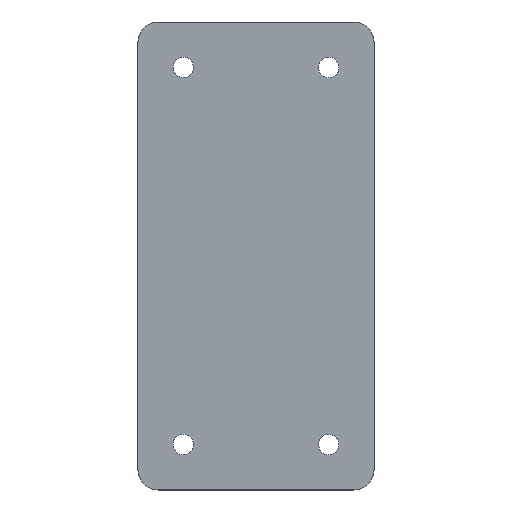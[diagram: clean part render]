
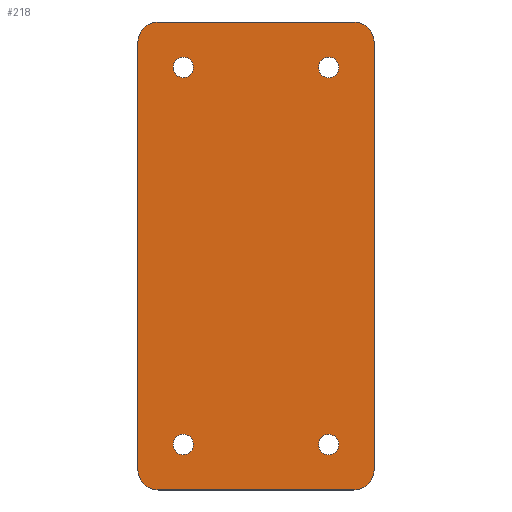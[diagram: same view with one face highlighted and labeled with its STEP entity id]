
A CAD part, top view. The second image highlights one B-rep face of the part: STEP entity #218.
In plain terms, the highlighted planar face has unit normal (0, 0, 1).
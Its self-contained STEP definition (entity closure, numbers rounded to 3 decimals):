
#48=AXIS2_PLACEMENT_3D('Circle Axis2P3D',#46,#47,$) ;
#74=AXIS2_PLACEMENT_3D('Circle Axis2P3D',#72,#73,$) ;
#92=AXIS2_PLACEMENT_3D('Plane Axis2P3D',#89,#90,#91) ;
#105=AXIS2_PLACEMENT_3D('Circle Axis2P3D',#103,#104,$) ;
#119=AXIS2_PLACEMENT_3D('Circle Axis2P3D',#117,#118,$) ;
#133=AXIS2_PLACEMENT_3D('Circle Axis2P3D',#131,#132,$) ;
#147=AXIS2_PLACEMENT_3D('Circle Axis2P3D',#145,#146,$) ;
#166=AXIS2_PLACEMENT_3D('Circle Axis2P3D',#164,#165,$) ;
#175=AXIS2_PLACEMENT_3D('Circle Axis2P3D',#173,#174,$) ;
#184=AXIS2_PLACEMENT_3D('Circle Axis2P3D',#182,#183,$) ;
#193=AXIS2_PLACEMENT_3D('Circle Axis2P3D',#191,#192,$) ;
#202=AXIS2_PLACEMENT_3D('Circle Axis2P3D',#200,#201,$) ;
#211=AXIS2_PLACEMENT_3D('Circle Axis2P3D',#209,#210,$) ;
#41=CARTESIAN_POINT('Vertex',(40.025,8.921,3.96)) ;
#46=CARTESIAN_POINT('Axis2P3D Location',(42.,10.,3.96)) ;
#50=CARTESIAN_POINT('Vertex',(43.974,11.079,3.96)) ;
#72=CARTESIAN_POINT('Axis2P3D Location',(42.,10.,3.96)) ;
#89=CARTESIAN_POINT('Axis2P3D Location',(0.,0.,3.96)) ;
#94=CARTESIAN_POINT('Line Origine',(52.,51.5,3.96)) ;
#98=CARTESIAN_POINT('Vertex',(52.,4.5,3.96)) ;
#100=CARTESIAN_POINT('Vertex',(52.,98.5,3.96)) ;
#103=CARTESIAN_POINT('Axis2P3D Location',(47.5,98.5,3.96)) ;
#107=CARTESIAN_POINT('Vertex',(47.5,103.,3.96)) ;
#110=CARTESIAN_POINT('Line Origine',(26.,103.,3.96)) ;
#114=CARTESIAN_POINT('Vertex',(4.5,103.,3.96)) ;
#117=CARTESIAN_POINT('Axis2P3D Location',(4.5,98.5,3.96)) ;
#121=CARTESIAN_POINT('Vertex',(0.,98.5,3.96)) ;
#124=CARTESIAN_POINT('Line Origine',(0.,51.5,3.96)) ;
#128=CARTESIAN_POINT('Vertex',(0.,4.5,3.96)) ;
#131=CARTESIAN_POINT('Axis2P3D Location',(4.5,4.5,3.96)) ;
#135=CARTESIAN_POINT('Vertex',(4.5,0.,3.96)) ;
#138=CARTESIAN_POINT('Line Origine',(26.,0.,3.96)) ;
#142=CARTESIAN_POINT('Vertex',(47.5,0.,3.96)) ;
#145=CARTESIAN_POINT('Axis2P3D Location',(47.5,4.5,3.96)) ;
#164=CARTESIAN_POINT('Axis2P3D Location',(10.,10.,3.96)) ;
#168=CARTESIAN_POINT('Vertex',(8.025,8.921,3.96)) ;
#170=CARTESIAN_POINT('Vertex',(11.974,11.079,3.96)) ;
#173=CARTESIAN_POINT('Axis2P3D Location',(10.,10.,3.96)) ;
#182=CARTESIAN_POINT('Axis2P3D Location',(42.,93.,3.96)) ;
#186=CARTESIAN_POINT('Vertex',(40.025,91.921,3.96)) ;
#188=CARTESIAN_POINT('Vertex',(43.974,94.079,3.96)) ;
#191=CARTESIAN_POINT('Axis2P3D Location',(42.,93.,3.96)) ;
#200=CARTESIAN_POINT('Axis2P3D Location',(10.,93.,3.96)) ;
#204=CARTESIAN_POINT('Vertex',(8.025,91.921,3.96)) ;
#206=CARTESIAN_POINT('Vertex',(11.974,94.079,3.96)) ;
#209=CARTESIAN_POINT('Axis2P3D Location',(10.,93.,3.96)) ;
#47=DIRECTION('Axis2P3D Direction',(0.,-0.,1.)) ;
#73=DIRECTION('Axis2P3D Direction',(0.,-0.,1.)) ;
#90=DIRECTION('Axis2P3D Direction',(0.,0.,1.)) ;
#91=DIRECTION('Axis2P3D XDirection',(1.,0.,0.)) ;
#95=DIRECTION('Vector Direction',(0.,1.,0.)) ;
#104=DIRECTION('Axis2P3D Direction',(0.,0.,1.)) ;
#111=DIRECTION('Vector Direction',(-1.,0.,0.)) ;
#118=DIRECTION('Axis2P3D Direction',(0.,0.,1.)) ;
#125=DIRECTION('Vector Direction',(0.,-1.,0.)) ;
#132=DIRECTION('Axis2P3D Direction',(0.,0.,1.)) ;
#139=DIRECTION('Vector Direction',(1.,0.,0.)) ;
#146=DIRECTION('Axis2P3D Direction',(0.,0.,1.)) ;
#165=DIRECTION('Axis2P3D Direction',(0.,0.,1.)) ;
#174=DIRECTION('Axis2P3D Direction',(0.,0.,1.)) ;
#183=DIRECTION('Axis2P3D Direction',(0.,0.,1.)) ;
#192=DIRECTION('Axis2P3D Direction',(0.,0.,1.)) ;
#201=DIRECTION('Axis2P3D Direction',(0.,0.,1.)) ;
#210=DIRECTION('Axis2P3D Direction',(0.,0.,1.)) ;
#96=VECTOR('Line Direction',#95,1.) ;
#112=VECTOR('Line Direction',#111,1.) ;
#126=VECTOR('Line Direction',#125,1.) ;
#140=VECTOR('Line Direction',#139,1.) ;
#151=ORIENTED_EDGE('',*,*,#102,.T.) ;
#152=ORIENTED_EDGE('',*,*,#109,.F.) ;
#153=ORIENTED_EDGE('',*,*,#116,.T.) ;
#154=ORIENTED_EDGE('',*,*,#123,.F.) ;
#155=ORIENTED_EDGE('',*,*,#130,.T.) ;
#156=ORIENTED_EDGE('',*,*,#137,.F.) ;
#157=ORIENTED_EDGE('',*,*,#144,.T.) ;
#158=ORIENTED_EDGE('',*,*,#149,.F.) ;
#161=ORIENTED_EDGE('',*,*,#76,.F.) ;
#162=ORIENTED_EDGE('',*,*,#52,.F.) ;
#179=ORIENTED_EDGE('',*,*,#172,.F.) ;
#180=ORIENTED_EDGE('',*,*,#177,.F.) ;
#197=ORIENTED_EDGE('',*,*,#190,.F.) ;
#198=ORIENTED_EDGE('',*,*,#195,.F.) ;
#215=ORIENTED_EDGE('',*,*,#208,.F.) ;
#216=ORIENTED_EDGE('',*,*,#213,.F.) ;
#163=FACE_BOUND('',#160,.T.) ;
#181=FACE_BOUND('',#178,.T.) ;
#199=FACE_BOUND('',#196,.T.) ;
#217=FACE_BOUND('',#214,.T.) ;
#218=ADVANCED_FACE('Hauptkoerper',(#159,#163,#181,#199,#217),#93,.T.) ;
#49=CIRCLE('generated circle',#48,2.25) ;
#75=CIRCLE('generated circle',#74,2.25) ;
#106=CIRCLE('generated circle',#105,4.5) ;
#120=CIRCLE('generated circle',#119,4.5) ;
#134=CIRCLE('generated circle',#133,4.5) ;
#148=CIRCLE('generated circle',#147,4.5) ;
#167=CIRCLE('generated circle',#166,2.25) ;
#176=CIRCLE('generated circle',#175,2.25) ;
#185=CIRCLE('generated circle',#184,2.25) ;
#194=CIRCLE('generated circle',#193,2.25) ;
#203=CIRCLE('generated circle',#202,2.25) ;
#212=CIRCLE('generated circle',#211,2.25) ;
#52=EDGE_CURVE('',#42,#51,#49,.T.) ;
#76=EDGE_CURVE('',#51,#42,#75,.T.) ;
#102=EDGE_CURVE('',#99,#101,#97,.T.) ;
#109=EDGE_CURVE('',#108,#101,#106,.F.) ;
#116=EDGE_CURVE('',#108,#115,#113,.T.) ;
#123=EDGE_CURVE('',#122,#115,#120,.F.) ;
#130=EDGE_CURVE('',#122,#129,#127,.T.) ;
#137=EDGE_CURVE('',#136,#129,#134,.F.) ;
#144=EDGE_CURVE('',#136,#143,#141,.T.) ;
#149=EDGE_CURVE('',#99,#143,#148,.F.) ;
#172=EDGE_CURVE('',#169,#171,#167,.T.) ;
#177=EDGE_CURVE('',#171,#169,#176,.T.) ;
#190=EDGE_CURVE('',#187,#189,#185,.T.) ;
#195=EDGE_CURVE('',#189,#187,#194,.T.) ;
#208=EDGE_CURVE('',#205,#207,#203,.T.) ;
#213=EDGE_CURVE('',#207,#205,#212,.T.) ;
#150=EDGE_LOOP('',(#151,#152,#153,#154,#155,#156,#157,#158)) ;
#160=EDGE_LOOP('',(#161,#162)) ;
#178=EDGE_LOOP('',(#179,#180)) ;
#196=EDGE_LOOP('',(#197,#198)) ;
#214=EDGE_LOOP('',(#215,#216)) ;
#159=FACE_OUTER_BOUND('',#150,.T.) ;
#97=LINE('Line',#94,#96) ;
#113=LINE('Line',#110,#112) ;
#127=LINE('Line',#124,#126) ;
#141=LINE('Line',#138,#140) ;
#93=PLANE('',#92) ;
#42=VERTEX_POINT('',#41) ;
#51=VERTEX_POINT('',#50) ;
#99=VERTEX_POINT('',#98) ;
#101=VERTEX_POINT('',#100) ;
#108=VERTEX_POINT('',#107) ;
#115=VERTEX_POINT('',#114) ;
#122=VERTEX_POINT('',#121) ;
#129=VERTEX_POINT('',#128) ;
#136=VERTEX_POINT('',#135) ;
#143=VERTEX_POINT('',#142) ;
#169=VERTEX_POINT('',#168) ;
#171=VERTEX_POINT('',#170) ;
#187=VERTEX_POINT('',#186) ;
#189=VERTEX_POINT('',#188) ;
#205=VERTEX_POINT('',#204) ;
#207=VERTEX_POINT('',#206) ;
